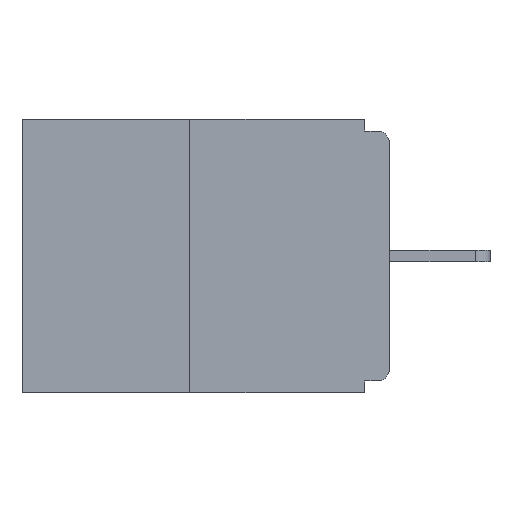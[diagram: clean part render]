
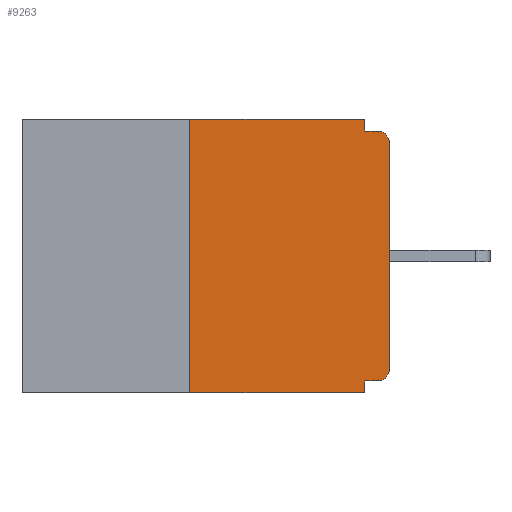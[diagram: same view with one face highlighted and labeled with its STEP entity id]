
A CAD part, left-side view. The second image highlights one B-rep face of the part: STEP entity #9263.
In plain terms, the highlighted planar face has unit normal (-1, 0, 0).
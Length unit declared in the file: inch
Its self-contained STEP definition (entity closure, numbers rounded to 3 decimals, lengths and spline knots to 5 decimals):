
#100 = ORIENTED_EDGE ( 'NONE', *, *, #1132, .T. ) ;
#204 = VERTEX_POINT ( 'NONE', #4078 ) ;
#281 = EDGE_CURVE ( 'NONE', #3353, #9061, #9434, .T. ) ;
#426 = CARTESIAN_POINT ( 'NONE',  ( 0., 0., -0.03 ) ) ;
#518 = VERTEX_POINT ( 'NONE', #5756 ) ;
#821 = CARTESIAN_POINT ( 'NONE',  ( 0., 0.25, 0. ) ) ;
#892 = PLANE ( 'NONE',  #5376 ) ;
#1105 = VECTOR ( 'NONE', #1416, 39.37008 ) ;
#1132 = EDGE_CURVE ( 'NONE', #9061, #4471, #4317, .T. ) ;
#1196 = LINE ( 'NONE', #7842, #10423 ) ;
#1416 = DIRECTION ( 'NONE',  ( 0., 0., -1. ) ) ;
#1451 = DIRECTION ( 'NONE',  ( -1., 0., 0. ) ) ;
#1630 = DIRECTION ( 'NONE',  ( 0., -1., 0. ) ) ;
#1710 = EDGE_CURVE ( 'NONE', #7321, #6108, #1196, .T. ) ;
#1763 = FACE_OUTER_BOUND ( 'NONE', #8176, .T. ) ;
#1838 = LINE ( 'NONE', #9302, #4639 ) ;
#1898 = VECTOR ( 'NONE', #5367, 39.37008 ) ;
#1912 = EDGE_CURVE ( 'NONE', #4708, #204, #8873, .T. ) ;
#2141 = DIRECTION ( 'NONE',  ( 0., 0., -1. ) ) ;
#2305 = ORIENTED_EDGE ( 'NONE', *, *, #3841, .F. ) ;
#2400 = VERTEX_POINT ( 'NONE', #821 ) ;
#2554 = CARTESIAN_POINT ( 'NONE',  ( 0., 0.031, -0.328 ) ) ;
#2567 = DIRECTION ( 'NONE',  ( 0., 0., -1. ) ) ;
#2707 = EDGE_CURVE ( 'NONE', #7321, #3353, #4788, .T. ) ;
#2841 = EDGE_CURVE ( 'NONE', #518, #4471, #1838, .T. ) ;
#2957 = VECTOR ( 'NONE', #2141, 39.37008 ) ;
#3153 = CARTESIAN_POINT ( 'NONE',  ( 0., 0.015, -0.313 ) ) ;
#3353 = VERTEX_POINT ( 'NONE', #8501 ) ;
#3569 = ORIENTED_EDGE ( 'NONE', *, *, #2707, .T. ) ;
#3800 = DIRECTION ( 'NONE',  ( 0., 1., 0. ) ) ;
#3841 = EDGE_CURVE ( 'NONE', #4708, #2400, #10349, .T. ) ;
#4047 = DIRECTION ( 'NONE',  ( 0., 0., -1. ) ) ;
#4078 = CARTESIAN_POINT ( 'NONE',  ( 0., 0.031, -0.343 ) ) ;
#4196 = CARTESIAN_POINT ( 'NONE',  ( 0., 0.46, 0. ) ) ;
#4220 = VECTOR ( 'NONE', #4414, 39.37008 ) ;
#4317 = CIRCLE ( 'NONE', #6521, 0.015 ) ;
#4414 = DIRECTION ( 'NONE',  ( 0., -1., 0. ) ) ;
#4471 = VERTEX_POINT ( 'NONE', #7609 ) ;
#4498 = ORIENTED_EDGE ( 'NONE', *, *, #1710, .F. ) ;
#4519 = LINE ( 'NONE', #5312, #1105 ) ;
#4532 = CARTESIAN_POINT ( 'NONE',  ( 0., 0.031, 0. ) ) ;
#4554 = ORIENTED_EDGE ( 'NONE', *, *, #9535, .F. ) ;
#4639 = VECTOR ( 'NONE', #7621, 39.37008 ) ;
#4708 = VERTEX_POINT ( 'NONE', #5155 ) ;
#4788 = CIRCLE ( 'NONE', #8884, 0.015 ) ;
#4855 = CARTESIAN_POINT ( 'NONE',  ( 0., 0.015, -0.03 ) ) ;
#5155 = CARTESIAN_POINT ( 'NONE',  ( 0., 0.25, -0.343 ) ) ;
#5312 = CARTESIAN_POINT ( 'NONE',  ( 0., 0.031, 0. ) ) ;
#5367 = DIRECTION ( 'NONE',  ( 0., 0., 1. ) ) ;
#5376 = AXIS2_PLACEMENT_3D ( 'NONE', #4196, #7483, #2567 ) ;
#5582 = CARTESIAN_POINT ( 'NONE',  ( 0., 0.015, -0.328 ) ) ;
#5756 = CARTESIAN_POINT ( 'NONE',  ( 0., 0.031, -0.015 ) ) ;
#5814 = ORIENTED_EDGE ( 'NONE', *, *, #2841, .F. ) ;
#5936 = VECTOR ( 'NONE', #1630, 39.37008 ) ;
#5943 = VERTEX_POINT ( 'NONE', #4532 ) ;
#6108 = VERTEX_POINT ( 'NONE', #2554 ) ;
#6146 = CARTESIAN_POINT ( 'NONE',  ( 0., 0.46, 0. ) ) ;
#6410 = DIRECTION ( 'NONE',  ( 0., 0., -1. ) ) ;
#6521 = AXIS2_PLACEMENT_3D ( 'NONE', #4855, #1451, #4047 ) ;
#6812 = CARTESIAN_POINT ( 'NONE',  ( 0., 0., 0. ) ) ;
#6830 = ORIENTED_EDGE ( 'NONE', *, *, #1912, .T. ) ;
#6981 = DIRECTION ( 'NONE',  ( 0., 0., 1. ) ) ;
#7321 = VERTEX_POINT ( 'NONE', #5582 ) ;
#7483 = DIRECTION ( 'NONE',  ( 1., 0., 0. ) ) ;
#7609 = CARTESIAN_POINT ( 'NONE',  ( 0., 0.015, -0.015 ) ) ;
#7621 = DIRECTION ( 'NONE',  ( 0., -1., 0. ) ) ;
#7842 = CARTESIAN_POINT ( 'NONE',  ( 0., 0., -0.328 ) ) ;
#7980 = EDGE_CURVE ( 'NONE', #2400, #5943, #10190, .T. ) ;
#8078 = CARTESIAN_POINT ( 'NONE',  ( 0., 0.46, -0.343 ) ) ;
#8176 = EDGE_LOOP ( 'NONE', ( #9153, #2305, #6830, #4554, #4498, #3569, #9406, #100, #5814, #8260 ) ) ;
#8260 = ORIENTED_EDGE ( 'NONE', *, *, #8575, .F. ) ;
#8501 = CARTESIAN_POINT ( 'NONE',  ( 0., 0., -0.313 ) ) ;
#8575 = EDGE_CURVE ( 'NONE', #5943, #518, #4519, .T. ) ;
#8696 = CARTESIAN_POINT ( 'NONE',  ( 0., 0.031, -0.343 ) ) ;
#8873 = LINE ( 'NONE', #8078, #5936 ) ;
#8884 = AXIS2_PLACEMENT_3D ( 'NONE', #3153, #10547, #6410 ) ;
#9061 = VERTEX_POINT ( 'NONE', #426 ) ;
#9153 = ORIENTED_EDGE ( 'NONE', *, *, #7980, .F. ) ;
#9263 = ADVANCED_FACE ( 'NONE', ( #1763 ), #892, .F. ) ;
#9302 = CARTESIAN_POINT ( 'NONE',  ( 0., 0., -0.015 ) ) ;
#9406 = ORIENTED_EDGE ( 'NONE', *, *, #281, .T. ) ;
#9434 = LINE ( 'NONE', #6812, #10422 ) ;
#9488 = LINE ( 'NONE', #8696, #2957 ) ;
#9535 = EDGE_CURVE ( 'NONE', #6108, #204, #9488, .T. ) ;
#10190 = LINE ( 'NONE', #6146, #4220 ) ;
#10349 = LINE ( 'NONE', #10448, #1898 ) ;
#10422 = VECTOR ( 'NONE', #6981, 39.37008 ) ;
#10423 = VECTOR ( 'NONE', #3800, 39.37008 ) ;
#10448 = CARTESIAN_POINT ( 'NONE',  ( 0., 0.25, 0. ) ) ;
#10547 = DIRECTION ( 'NONE',  ( -1., 0., 0. ) ) ;
